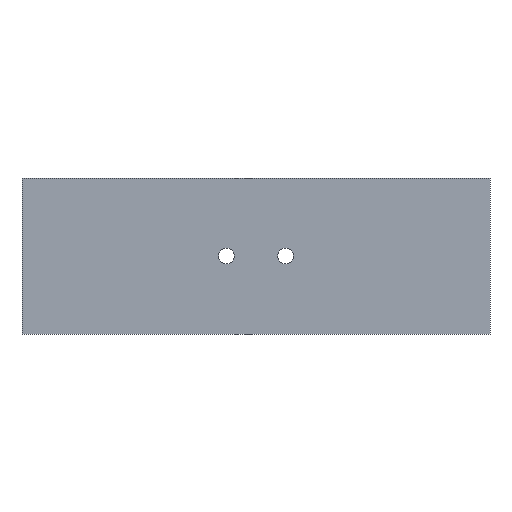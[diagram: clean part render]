
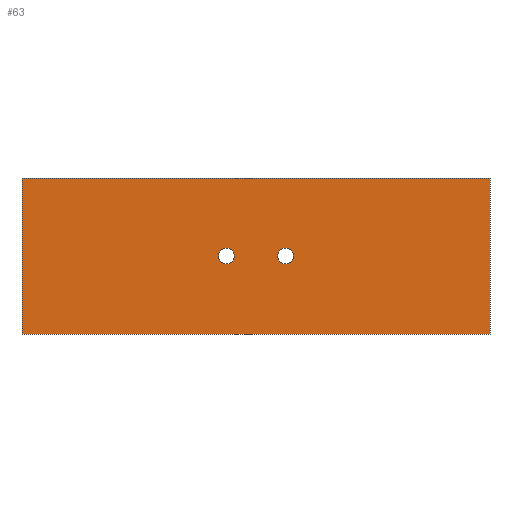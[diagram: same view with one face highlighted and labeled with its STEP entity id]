
A CAD part, front view. The second image highlights one B-rep face of the part: STEP entity #63.
In plain terms, the highlighted planar face has unit normal (0, -1, 0).
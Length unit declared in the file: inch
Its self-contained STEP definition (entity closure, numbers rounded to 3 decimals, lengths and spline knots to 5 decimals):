
#63 = ADVANCED_FACE ( 'NONE', ( #5005, #3394, #3587 ), #1283, .F. ) ;
#110 = CARTESIAN_POINT ( 'NONE',  ( -0.67, -2.61313, 1. ) ) ;
#260 = CARTESIAN_POINT ( 'NONE',  ( -0.67, -2.61313, -1. ) ) ;
#273 = CARTESIAN_POINT ( 'NONE',  ( 2.71, -2.61313, 0. ) ) ;
#540 = EDGE_CURVE ( 'NONE', #2580, #2580, #4899, .T. ) ;
#740 = DIRECTION ( 'NONE',  ( 0., 0., -1. ) ) ;
#795 = VECTOR ( 'NONE', #2240, 39.37008 ) ;
#888 = DIRECTION ( 'NONE',  ( 0., 0., 1. ) ) ;
#1283 = PLANE ( 'NONE',  #7261 ) ;
#1789 = AXIS2_PLACEMENT_3D ( 'NONE', #5408, #2421, #6612 ) ;
#1838 = CIRCLE ( 'NONE', #5602, 0.1005 ) ;
#2101 = ORIENTED_EDGE ( 'NONE', *, *, #540, .T. ) ;
#2153 = CARTESIAN_POINT ( 'NONE',  ( -0.67, -2.61313, 1. ) ) ;
#2205 = ORIENTED_EDGE ( 'NONE', *, *, #4744, .T. ) ;
#2240 = DIRECTION ( 'NONE',  ( 1., 0., 0. ) ) ;
#2421 = DIRECTION ( 'NONE',  ( 0., 1., 0. ) ) ;
#2494 = VECTOR ( 'NONE', #6681, 39.37008 ) ;
#2575 = ORIENTED_EDGE ( 'NONE', *, *, #5836, .T. ) ;
#2580 = VERTEX_POINT ( 'NONE', #7679 ) ;
#2587 = LINE ( 'NONE', #260, #5779 ) ;
#2596 = VERTEX_POINT ( 'NONE', #5055 ) ;
#2759 = DIRECTION ( 'NONE',  ( 0., 0., 1. ) ) ;
#2907 = VECTOR ( 'NONE', #740, 39.37008 ) ;
#3050 = CARTESIAN_POINT ( 'NONE',  ( 5.33, -2.61313, 1. ) ) ;
#3246 = EDGE_LOOP ( 'NONE', ( #2575, #7196, #7135, #6137 ) ) ;
#3394 = FACE_BOUND ( 'NONE', #5694, .T. ) ;
#3587 = FACE_OUTER_BOUND ( 'NONE', #3246, .T. ) ;
#4458 = DIRECTION ( 'NONE',  ( 1., 0., 0. ) ) ;
#4474 = DIRECTION ( 'NONE',  ( 0., 1., 0. ) ) ;
#4590 = EDGE_CURVE ( 'NONE', #5134, #2596, #7472, .T. ) ;
#4744 = EDGE_CURVE ( 'NONE', #4816, #4816, #1838, .T. ) ;
#4816 = VERTEX_POINT ( 'NONE', #6555 ) ;
#4899 = CIRCLE ( 'NONE', #1789, 0.1005 ) ;
#5005 = FACE_BOUND ( 'NONE', #5882, .T. ) ;
#5055 = CARTESIAN_POINT ( 'NONE',  ( -0.67, -2.61313, -1. ) ) ;
#5091 = EDGE_CURVE ( 'NONE', #6074, #6541, #5686, .T. ) ;
#5134 = VERTEX_POINT ( 'NONE', #6743 ) ;
#5408 = CARTESIAN_POINT ( 'NONE',  ( 1.95, -2.61313, 0. ) ) ;
#5602 = AXIS2_PLACEMENT_3D ( 'NONE', #273, #4474, #888 ) ;
#5686 = LINE ( 'NONE', #3050, #2494 ) ;
#5694 = EDGE_LOOP ( 'NONE', ( #2205 ) ) ;
#5746 = CARTESIAN_POINT ( 'NONE',  ( 5.33, -2.61313, -1. ) ) ;
#5779 = VECTOR ( 'NONE', #4458, 39.37008 ) ;
#5833 = CARTESIAN_POINT ( 'NONE',  ( -0.67, -2.61313, 1. ) ) ;
#5836 = EDGE_CURVE ( 'NONE', #2596, #6541, #2587, .T. ) ;
#5882 = EDGE_LOOP ( 'NONE', ( #2101 ) ) ;
#6003 = EDGE_CURVE ( 'NONE', #5134, #6074, #7170, .T. ) ;
#6074 = VERTEX_POINT ( 'NONE', #7085 ) ;
#6137 = ORIENTED_EDGE ( 'NONE', *, *, #4590, .T. ) ;
#6350 = DIRECTION ( 'NONE',  ( 0., 1., 0. ) ) ;
#6541 = VERTEX_POINT ( 'NONE', #5746 ) ;
#6555 = CARTESIAN_POINT ( 'NONE',  ( 2.71, -2.61313, 0.1005 ) ) ;
#6612 = DIRECTION ( 'NONE',  ( 0., 0., 1. ) ) ;
#6681 = DIRECTION ( 'NONE',  ( 0., 0., -1. ) ) ;
#6743 = CARTESIAN_POINT ( 'NONE',  ( -0.67, -2.61313, 1. ) ) ;
#7085 = CARTESIAN_POINT ( 'NONE',  ( 5.33, -2.61313, 1. ) ) ;
#7135 = ORIENTED_EDGE ( 'NONE', *, *, #6003, .F. ) ;
#7170 = LINE ( 'NONE', #5833, #795 ) ;
#7196 = ORIENTED_EDGE ( 'NONE', *, *, #5091, .F. ) ;
#7261 = AXIS2_PLACEMENT_3D ( 'NONE', #2153, #6350, #2759 ) ;
#7472 = LINE ( 'NONE', #110, #2907 ) ;
#7679 = CARTESIAN_POINT ( 'NONE',  ( 1.95, -2.61313, 0.1005 ) ) ;
